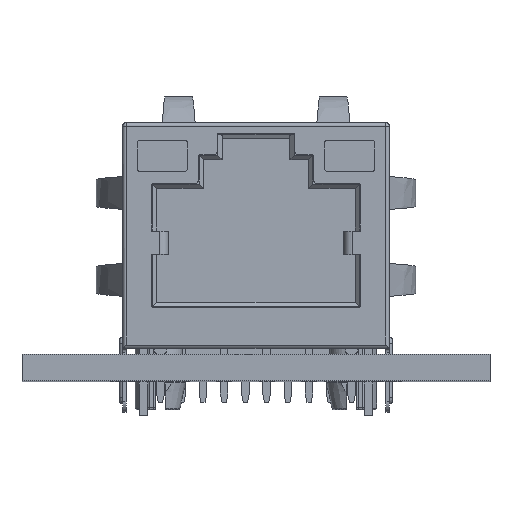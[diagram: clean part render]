
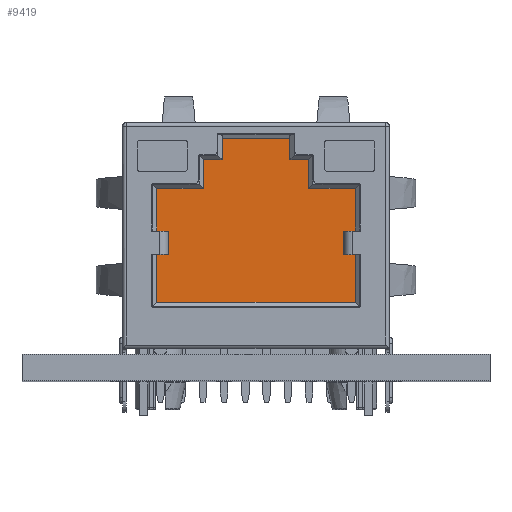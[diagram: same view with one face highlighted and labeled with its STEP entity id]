
A CAD part, top view. The second image highlights one B-rep face of the part: STEP entity #9419.
In plain terms, the highlighted planar face has unit normal (0, 0, 1).
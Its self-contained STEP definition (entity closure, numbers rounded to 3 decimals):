
#2298=DIRECTION('',(0.,-1.,0.));
#2299=VECTOR('',#2298,1.25);
#2300=CARTESIAN_POINT('',(-2.03,5.8,11.85));
#2301=LINE('',#2300,#2299);
#2302=DIRECTION('',(-1.,0.,0.));
#2303=VECTOR('',#2302,4.06);
#2304=CARTESIAN_POINT('',(2.03,5.8,11.85));
#2305=LINE('',#2304,#2303);
#2306=DIRECTION('',(0.,1.,0.));
#2307=VECTOR('',#2306,1.25);
#2308=CARTESIAN_POINT('',(2.03,4.55,11.85));
#2309=LINE('',#2308,#2307);
#2310=DIRECTION('',(-1.,0.,0.));
#2311=VECTOR('',#2310,1.12);
#2312=CARTESIAN_POINT('',(3.15,4.55,11.85));
#2313=LINE('',#2312,#2311);
#2314=DIRECTION('',(0.,1.,0.));
#2315=VECTOR('',#2314,1.72);
#2316=CARTESIAN_POINT('',(3.15,2.83,11.85));
#2317=LINE('',#2316,#2315);
#2318=DIRECTION('',(-1.,0.,0.));
#2319=VECTOR('',#2318,2.8);
#2320=CARTESIAN_POINT('',(5.95,2.83,11.85));
#2321=LINE('',#2320,#2319);
#2322=DIRECTION('',(0.,1.,0.));
#2323=VECTOR('',#2322,2.56);
#2324=CARTESIAN_POINT('',(5.95,0.27,11.85));
#2325=LINE('',#2324,#2323);
#2326=DIRECTION('',(1.,0.,0.));
#2327=VECTOR('',#2326,0.7);
#2328=CARTESIAN_POINT('',(5.25,0.27,11.85));
#2329=LINE('',#2328,#2327);
#2330=DIRECTION('',(0.,1.,0.));
#2331=VECTOR('',#2330,1.39);
#2332=CARTESIAN_POINT('',(5.25,-1.12,11.85));
#2333=LINE('',#2332,#2331);
#2334=DIRECTION('',(-1.,0.,0.));
#2335=VECTOR('',#2334,0.7);
#2336=CARTESIAN_POINT('',(5.95,-1.12,11.85));
#2337=LINE('',#2336,#2335);
#2338=DIRECTION('',(0.,1.,0.));
#2339=VECTOR('',#2338,2.88);
#2340=CARTESIAN_POINT('',(5.95,-4.,11.85));
#2341=LINE('',#2340,#2339);
#2342=DIRECTION('',(1.,0.,0.));
#2343=VECTOR('',#2342,11.9);
#2344=CARTESIAN_POINT('',(-5.95,-4.,11.85));
#2345=LINE('',#2344,#2343);
#2346=DIRECTION('',(0.,-1.,0.));
#2347=VECTOR('',#2346,2.88);
#2348=CARTESIAN_POINT('',(-5.95,-1.12,11.85));
#2349=LINE('',#2348,#2347);
#2350=DIRECTION('',(-1.,0.,0.));
#2351=VECTOR('',#2350,0.7);
#2352=CARTESIAN_POINT('',(-5.25,-1.12,11.85));
#2353=LINE('',#2352,#2351);
#2354=DIRECTION('',(0.,-1.,0.));
#2355=VECTOR('',#2354,1.39);
#2356=CARTESIAN_POINT('',(-5.25,0.27,11.85));
#2357=LINE('',#2356,#2355);
#2358=DIRECTION('',(1.,0.,0.));
#2359=VECTOR('',#2358,0.7);
#2360=CARTESIAN_POINT('',(-5.95,0.27,11.85));
#2361=LINE('',#2360,#2359);
#2362=DIRECTION('',(0.,-1.,0.));
#2363=VECTOR('',#2362,2.56);
#2364=CARTESIAN_POINT('',(-5.95,2.83,11.85));
#2365=LINE('',#2364,#2363);
#2366=DIRECTION('',(-1.,0.,0.));
#2367=VECTOR('',#2366,2.8);
#2368=CARTESIAN_POINT('',(-3.15,2.83,11.85));
#2369=LINE('',#2368,#2367);
#2370=DIRECTION('',(0.,-1.,0.));
#2371=VECTOR('',#2370,1.72);
#2372=CARTESIAN_POINT('',(-3.15,4.55,11.85));
#2373=LINE('',#2372,#2371);
#2374=DIRECTION('',(-1.,0.,0.));
#2375=VECTOR('',#2374,1.12);
#2376=CARTESIAN_POINT('',(-2.03,4.55,11.85));
#2377=LINE('',#2376,#2375);
#5036=CARTESIAN_POINT('',(-2.03,5.8,11.85));
#5037=CARTESIAN_POINT('',(-2.03,4.55,11.85));
#5038=VERTEX_POINT('',#5036);
#5039=VERTEX_POINT('',#5037);
#5040=CARTESIAN_POINT('',(-3.15,4.55,11.85));
#5041=VERTEX_POINT('',#5040);
#5042=CARTESIAN_POINT('',(-3.15,2.83,11.85));
#5043=VERTEX_POINT('',#5042);
#5044=CARTESIAN_POINT('',(-5.95,2.83,11.85));
#5045=VERTEX_POINT('',#5044);
#5046=CARTESIAN_POINT('',(-5.95,0.27,11.85));
#5047=VERTEX_POINT('',#5046);
#5048=CARTESIAN_POINT('',(-5.25,0.27,11.85));
#5049=VERTEX_POINT('',#5048);
#5050=CARTESIAN_POINT('',(-5.25,-1.12,11.85));
#5051=VERTEX_POINT('',#5050);
#5052=CARTESIAN_POINT('',(-5.95,-1.12,11.85));
#5053=VERTEX_POINT('',#5052);
#5054=CARTESIAN_POINT('',(-5.95,-4.,11.85));
#5055=VERTEX_POINT('',#5054);
#5056=CARTESIAN_POINT('',(5.95,-4.,11.85));
#5057=VERTEX_POINT('',#5056);
#5058=CARTESIAN_POINT('',(5.95,-1.12,11.85));
#5059=VERTEX_POINT('',#5058);
#5060=CARTESIAN_POINT('',(5.25,-1.12,11.85));
#5061=VERTEX_POINT('',#5060);
#5062=CARTESIAN_POINT('',(5.25,0.27,11.85));
#5063=VERTEX_POINT('',#5062);
#5064=CARTESIAN_POINT('',(5.95,0.27,11.85));
#5065=VERTEX_POINT('',#5064);
#5066=CARTESIAN_POINT('',(5.95,2.83,11.85));
#5067=VERTEX_POINT('',#5066);
#5068=CARTESIAN_POINT('',(3.15,2.83,11.85));
#5069=VERTEX_POINT('',#5068);
#5070=CARTESIAN_POINT('',(3.15,4.55,11.85));
#5071=VERTEX_POINT('',#5070);
#5072=CARTESIAN_POINT('',(2.03,4.55,11.85));
#5073=VERTEX_POINT('',#5072);
#5074=CARTESIAN_POINT('',(2.03,5.8,11.85));
#5075=VERTEX_POINT('',#5074);
#9380=CARTESIAN_POINT('',(0.,0.,11.85));
#9381=DIRECTION('',(0.,0.,1.));
#9382=DIRECTION('',(1.,0.,0.));
#9383=AXIS2_PLACEMENT_3D('',#9380,#9381,#9382);
#9384=PLANE('',#9383);
#9385=ORIENTED_EDGE('',*,*,#9161,.F.);
#9387=ORIENTED_EDGE('',*,*,#9386,.F.);
#9389=ORIENTED_EDGE('',*,*,#9388,.F.);
#9391=ORIENTED_EDGE('',*,*,#9390,.F.);
#9393=ORIENTED_EDGE('',*,*,#9392,.F.);
#9395=ORIENTED_EDGE('',*,*,#9394,.F.);
#9396=ORIENTED_EDGE('',*,*,#9263,.F.);
#9397=ORIENTED_EDGE('',*,*,#9285,.F.);
#9398=ORIENTED_EDGE('',*,*,#9374,.F.);
#9399=ORIENTED_EDGE('',*,*,#8920,.F.);
#9401=ORIENTED_EDGE('',*,*,#9400,.F.);
#9403=ORIENTED_EDGE('',*,*,#9402,.F.);
#9404=ORIENTED_EDGE('',*,*,#8981,.F.);
#9405=ORIENTED_EDGE('',*,*,#9003,.F.);
#9407=ORIENTED_EDGE('',*,*,#9406,.F.);
#9408=ORIENTED_EDGE('',*,*,#9070,.F.);
#9410=ORIENTED_EDGE('',*,*,#9409,.F.);
#9412=ORIENTED_EDGE('',*,*,#9411,.F.);
#9414=ORIENTED_EDGE('',*,*,#9413,.F.);
#9416=ORIENTED_EDGE('',*,*,#9415,.F.);
#9417=EDGE_LOOP('',(#9385,#9387,#9389,#9391,#9393,#9395,#9396,#9397,#9398,#9399,
#9401,#9403,#9404,#9405,#9407,#9408,#9410,#9412,#9414,#9416));
#9418=FACE_OUTER_BOUND('',#9417,.F.);
#8920=EDGE_CURVE('',#5059,#5061,#2337,.T.);
#8981=EDGE_CURVE('',#5053,#5055,#2349,.T.);
#9003=EDGE_CURVE('',#5051,#5053,#2353,.T.);
#9070=EDGE_CURVE('',#5047,#5049,#2361,.T.);
#9161=EDGE_CURVE('',#5038,#5039,#2301,.T.);
#9263=EDGE_CURVE('',#5065,#5067,#2325,.T.);
#9285=EDGE_CURVE('',#5063,#5065,#2329,.T.);
#9374=EDGE_CURVE('',#5061,#5063,#2333,.T.);
#9386=EDGE_CURVE('',#5075,#5038,#2305,.T.);
#9388=EDGE_CURVE('',#5073,#5075,#2309,.T.);
#9390=EDGE_CURVE('',#5071,#5073,#2313,.T.);
#9392=EDGE_CURVE('',#5069,#5071,#2317,.T.);
#9394=EDGE_CURVE('',#5067,#5069,#2321,.T.);
#9400=EDGE_CURVE('',#5057,#5059,#2341,.T.);
#9402=EDGE_CURVE('',#5055,#5057,#2345,.T.);
#9406=EDGE_CURVE('',#5049,#5051,#2357,.T.);
#9409=EDGE_CURVE('',#5045,#5047,#2365,.T.);
#9411=EDGE_CURVE('',#5043,#5045,#2369,.T.);
#9413=EDGE_CURVE('',#5041,#5043,#2373,.T.);
#9415=EDGE_CURVE('',#5039,#5041,#2377,.T.);
#9419=ADVANCED_FACE('',(#9418),#9384,.T.);
